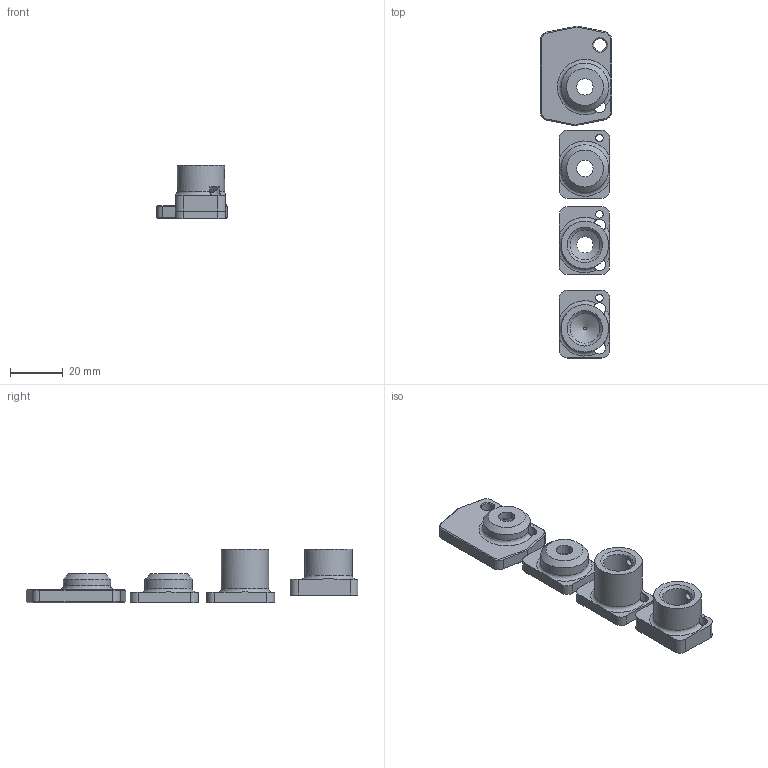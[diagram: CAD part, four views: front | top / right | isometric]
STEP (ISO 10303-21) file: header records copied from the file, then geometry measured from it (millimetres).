
FILE_DESCRIPTION(/* description */ (''),/* implementation_level */ '2;1');
FILE_NAME(/* name */ 'NozzleADXL_v14 v3.step',/* time_stamp */ '2023-02-23T16:22:53-05:00',/* author */ (''),/* organization */ (''),/* preprocessor_version */ 'ST-DEVELOPER v19.2',/* originating_system */ 'Autodesk Translation Framework v11.17.0.187',/* authorisation */ '');
FILE_SCHEMA (('AUTOMOTIVE_DESIGN { 1 0 10303 214 3 1 1 }'));
Length unit declared in the file: millimetre
Products named in the file (7): NozzleADXL_v14; RapidoADXL_v14; Rapido Friction/Clamp Fit Mount; Rapido Nozzle Thread Mount; Universal Mounts; Universal Thread Mount; Kusba Universal Thread Mount
Assembly tree (6 placements, depth 3):
  NozzleADXL_v14
    RapidoADXL_v14
      Rapido Friction/Clamp Fit Mount
      Rapido Nozzle Thread Mount
    Universal Mounts
      Universal Thread Mount
      Kusba Universal Thread Mount
Bounding box: 26.97 x 126.09 x 20.5 mm (x, y, z)
Volume: 15993.5 mm3; surface area: 10524.2 mm2
Topology: 4 solids, 4 shells, 150 faces, 406 edges, 256 vertices
Faces by surface type: plane 64, cylinder 43, cone 32, torus 6, bspline 5
Full cylindrical faces by diameter (mm): 2.7 x2, 2.8 x3, 4.7 x6, 6.2 x3, 10.5 x3, 11.4 x2, 18 x4
Entity records: 5872 total; most frequent: CARTESIAN_POINT 1859, DIRECTION 816, ORIENTED_EDGE 812, EDGE_CURVE 406, AXIS2_PLACEMENT_3D 299, VERTEX_POINT 256, LINE 218, VECTOR 218
